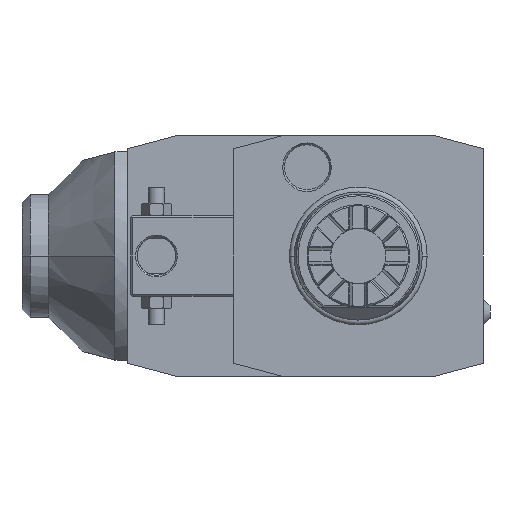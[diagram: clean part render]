
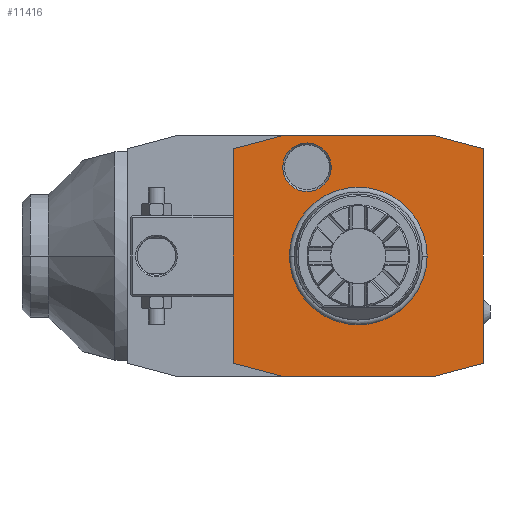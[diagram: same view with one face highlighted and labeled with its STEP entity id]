
A CAD part, front view. The second image highlights one B-rep face of the part: STEP entity #11416.
In plain terms, the highlighted planar face has unit normal (0, -1, 0).
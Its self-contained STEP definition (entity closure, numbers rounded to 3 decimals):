
#1=DIRECTION('',(0.966,0.,0.259));
#2=VECTOR('',#1,15.529);
#3=CARTESIAN_POINT('',(24.,0.,-37.5));
#4=LINE('',#3,#2);
#5=DIRECTION('',(1.,0.,0.));
#6=VECTOR('',#5,48.);
#7=CARTESIAN_POINT('',(-24.,0.,-37.5));
#8=LINE('',#7,#6);
#9=DIRECTION('',(0.966,0.,-0.259));
#10=VECTOR('',#9,15.529);
#11=CARTESIAN_POINT('',(-39.,0.,-33.481));
#12=LINE('',#11,#10);
#13=DIRECTION('',(0.,0.,-1.));
#14=VECTOR('',#13,66.962);
#15=CARTESIAN_POINT('',(-39.,0.,33.481));
#16=LINE('',#15,#14);
#17=DIRECTION('',(-0.966,0.,-0.259));
#18=VECTOR('',#17,15.529);
#19=CARTESIAN_POINT('',(-24.,0.,37.5));
#20=LINE('',#19,#18);
#21=DIRECTION('',(-1.,0.,0.));
#22=VECTOR('',#21,48.);
#23=CARTESIAN_POINT('',(24.,0.,37.5));
#24=LINE('',#23,#22);
#25=DIRECTION('',(-0.966,0.,0.259));
#26=VECTOR('',#25,15.529);
#27=CARTESIAN_POINT('',(39.,0.,33.481));
#28=LINE('',#27,#26);
#29=DIRECTION('',(0.,0.,1.));
#30=VECTOR('',#29,66.962);
#31=CARTESIAN_POINT('',(39.,0.,-33.481));
#32=LINE('',#31,#30);
#33=CARTESIAN_POINT('',(-16.,0.,27.713));
#34=DIRECTION('',(0.,1.,0.));
#35=DIRECTION('',(-1.,0.,0.));
#36=AXIS2_PLACEMENT_3D('',#33,#34,#35);
#38=CARTESIAN_POINT('',(-16.,0.,27.713));
#39=DIRECTION('',(0.,1.,0.));
#40=DIRECTION('',(1.,0.,0.));
#41=AXIS2_PLACEMENT_3D('',#38,#39,#40);
#7498=CARTESIAN_POINT('',(0.,0.,0.));
#7499=DIRECTION('',(0.,-1.,0.));
#7500=DIRECTION('',(1.,0.,0.));
#7501=AXIS2_PLACEMENT_3D('',#7498,#7499,#7500);
#7503=CARTESIAN_POINT('',(0.,0.,0.));
#7504=DIRECTION('',(0.,-1.,0.));
#7505=DIRECTION('',(-1.,0.,0.));
#7506=AXIS2_PLACEMENT_3D('',#7503,#7504,#7505);
#10180=CARTESIAN_POINT('',(-23.577,0.,
27.713));
#10181=CARTESIAN_POINT('',(-8.423,0.,
27.713));
#10182=VERTEX_POINT('',#10180);
#10183=VERTEX_POINT('',#10181);
#11121=CARTESIAN_POINT('',(24.,0.,-37.5));
#11122=CARTESIAN_POINT('',(39.,0.,-33.481));
#11123=VERTEX_POINT('',#11121);
#11124=VERTEX_POINT('',#11122);
#11125=CARTESIAN_POINT('',(39.,0.,33.481));
#11126=VERTEX_POINT('',#11125);
#11127=CARTESIAN_POINT('',(24.,0.,37.5));
#11128=VERTEX_POINT('',#11127);
#11129=CARTESIAN_POINT('',(-24.,0.,37.5));
#11130=VERTEX_POINT('',#11129);
#11131=CARTESIAN_POINT('',(-39.,0.,33.481));
#11132=VERTEX_POINT('',#11131);
#11133=CARTESIAN_POINT('',(-39.,0.,-33.481));
#11134=VERTEX_POINT('',#11133);
#11135=CARTESIAN_POINT('',(-24.,0.,-37.5));
#11136=VERTEX_POINT('',#11135);
#11153=CARTESIAN_POINT('',(21.137,0.,0.));
#11154=CARTESIAN_POINT('',(-21.137,0.,0.));
#11155=VERTEX_POINT('',#11153);
#11156=VERTEX_POINT('',#11154);
#11381=CARTESIAN_POINT('',(0.,0.,0.));
#11382=DIRECTION('',(0.,-1.,0.));
#11383=DIRECTION('',(-1.,0.,0.));
#11384=AXIS2_PLACEMENT_3D('',#11381,#11382,#11383);
#11385=PLANE('',#11384);
#11387=ORIENTED_EDGE('',*,*,#11386,.F.);
#11389=ORIENTED_EDGE('',*,*,#11388,.F.);
#11391=ORIENTED_EDGE('',*,*,#11390,.F.);
#11393=ORIENTED_EDGE('',*,*,#11392,.F.);
#11395=ORIENTED_EDGE('',*,*,#11394,.F.);
#11397=ORIENTED_EDGE('',*,*,#11396,.F.);
#11399=ORIENTED_EDGE('',*,*,#11398,.F.);
#11401=ORIENTED_EDGE('',*,*,#11400,.F.);
#11402=EDGE_LOOP('',(#11387,#11389,#11391,#11393,#11395,#11397,#11399,#11401));
#11403=FACE_OUTER_BOUND('',#11402,.F.);
#11405=ORIENTED_EDGE('',*,*,#11404,.T.);
#11407=ORIENTED_EDGE('',*,*,#11406,.T.);
#11408=EDGE_LOOP('',(#11405,#11407));
#11409=FACE_BOUND('',#11408,.F.);
#11411=ORIENTED_EDGE('',*,*,#11410,.F.);
#11413=ORIENTED_EDGE('',*,*,#11412,.F.);
#11414=EDGE_LOOP('',(#11411,#11413));
#11415=FACE_BOUND('',#11414,.F.);
#37=CIRCLE('',#36,7.577);
#42=CIRCLE('',#41,7.577);
#7502=CIRCLE('',#7501,21.137);
#7507=CIRCLE('',#7506,21.137);
#11386=EDGE_CURVE('',#11123,#11124,#4,.T.);
#11388=EDGE_CURVE('',#11136,#11123,#8,.T.);
#11390=EDGE_CURVE('',#11134,#11136,#12,.T.);
#11392=EDGE_CURVE('',#11132,#11134,#16,.T.);
#11394=EDGE_CURVE('',#11130,#11132,#20,.T.);
#11396=EDGE_CURVE('',#11128,#11130,#24,.T.);
#11398=EDGE_CURVE('',#11126,#11128,#28,.T.);
#11400=EDGE_CURVE('',#11124,#11126,#32,.T.);
#11404=EDGE_CURVE('',#11155,#11156,#7502,.T.);
#11406=EDGE_CURVE('',#11156,#11155,#7507,.T.);
#11410=EDGE_CURVE('',#10182,#10183,#37,.T.);
#11412=EDGE_CURVE('',#10183,#10182,#42,.T.);
#11416=ADVANCED_FACE('',(#11403,#11409,#11415),#11385,.T.);
